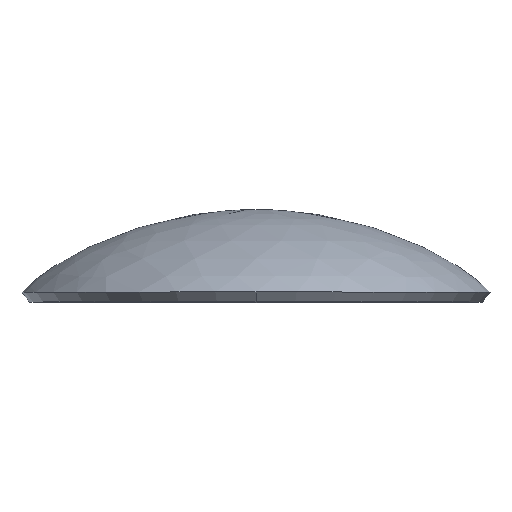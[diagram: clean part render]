
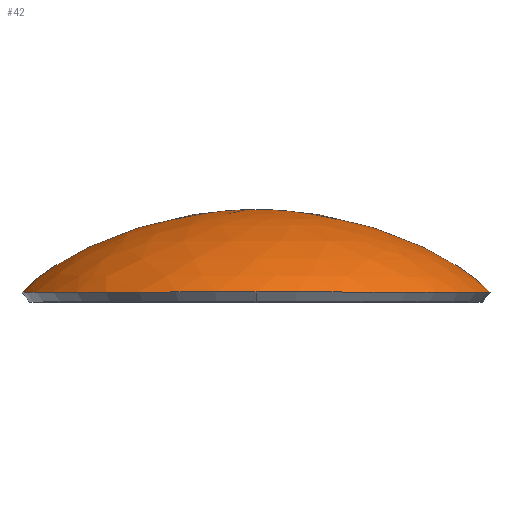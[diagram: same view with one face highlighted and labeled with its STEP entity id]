
A CAD part, top view. The second image highlights one B-rep face of the part: STEP entity #42.
In plain terms, the highlighted free-form (B-spline) face has degree [3, 3] with [4, 4] control points.
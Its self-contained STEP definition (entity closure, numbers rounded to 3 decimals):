
#6 = CARTESIAN_POINT ( 'NONE',  ( -22.718, 4., 0. ) ) ;
#19 =( BOUNDED_SURFACE ( )  B_SPLINE_SURFACE ( 3, 3, ( 
 ( #49, #120, #290, #453 ),
 ( #411, #189, #219, #6 ),
 ( #330, #48, #85, #202 ),
 ( #139, #383, #173, #369 ) ),
 .UNSPECIFIED., .F., .F., .F. ) 
 B_SPLINE_SURFACE_WITH_KNOTS ( ( 4, 4 ),
 ( 4, 4 ),
 ( 0.125, 1. ),
 ( 0., 1. ),
 .UNSPECIFIED. ) 
 GEOMETRIC_REPRESENTATION_ITEM ( )  RATIONAL_B_SPLINE_SURFACE ( (
 ( 1., 0.333, 0.333, 1.),
 ( 1., 0.333, 0.333, 1.),
 ( 1., 0.333, 0.333, 1.),
 ( 1., 0.333, 0.333, 1.) ) ) 
 REPRESENTATION_ITEM ( '' )  SURFACE ( )  );
#21 = CARTESIAN_POINT ( 'NONE',  ( 0., 10., 0. ) ) ;
#41 = VERTEX_POINT ( 'NONE', #158 ) ;
#42 = ADVANCED_FACE ( 'NONE', ( #229 ), #19, .T. ) ;
#48 = CARTESIAN_POINT ( 'NONE',  ( 12.904, 9.952, 25.808 ) ) ;
#49 = CARTESIAN_POINT ( 'NONE',  ( 25.266, 1.051, 0. ) ) ;
#69 = DIRECTION ( 'NONE',  ( 0., 0., -1. ) ) ;
#74 = EDGE_CURVE ( 'NONE', #364, #41, #349, .T. ) ;
#81 = EDGE_CURVE ( 'NONE', #426, #41, #86, .T. ) ;
#85 = CARTESIAN_POINT ( 'NONE',  ( -12.904, 9.952, 25.808 ) ) ;
#86 = B_SPLINE_CURVE_WITH_KNOTS ( 'NONE', 3,
 ( #384, #353, #235, #434 ),
 .UNSPECIFIED., .F., .F.,
 ( 4, 4 ),
 ( 0.125, 1. ),
 .UNSPECIFIED. ) ;
#114 = EDGE_CURVE ( 'NONE', #426, #200, #345, .T. ) ;
#120 = CARTESIAN_POINT ( 'NONE',  ( 25.266, 1.051, 50.531 ) ) ;
#135 = CARTESIAN_POINT ( 'NONE',  ( 25.266, 1.051, 0. ) ) ;
#139 = CARTESIAN_POINT ( 'NONE',  ( 0., 10., 0. ) ) ;
#158 = CARTESIAN_POINT ( 'NONE',  ( 0., 10., 0. ) ) ;
#163 = ORIENTED_EDGE ( 'NONE', *, *, #74, .T. ) ;
#169 = CARTESIAN_POINT ( 'NONE',  ( 12.904, 9.952, 0. ) ) ;
#173 = CARTESIAN_POINT ( 'NONE',  ( 0., 10., 0. ) ) ;
#181 = CIRCLE ( 'NONE', #246, 25.266 ) ;
#183 = CARTESIAN_POINT ( 'NONE',  ( 0., 1.051, 0. ) ) ;
#189 = CARTESIAN_POINT ( 'NONE',  ( 22.718, 4., 45.435 ) ) ;
#192 = CARTESIAN_POINT ( 'NONE',  ( -25.266, 1.051, 0. ) ) ;
#197 = AXIS2_PLACEMENT_3D ( 'NONE', #313, #316, #69 ) ;
#200 = VERTEX_POINT ( 'NONE', #471 ) ;
#202 = CARTESIAN_POINT ( 'NONE',  ( -12.904, 9.952, 0. ) ) ;
#207 = CARTESIAN_POINT ( 'NONE',  ( 25.266, 1.051, 0. ) ) ;
#219 = CARTESIAN_POINT ( 'NONE',  ( -22.718, 4., 45.435 ) ) ;
#229 = FACE_OUTER_BOUND ( 'NONE', #427, .T. ) ;
#235 = CARTESIAN_POINT ( 'NONE',  ( -12.904, 9.952, 0. ) ) ;
#244 = DIRECTION ( 'NONE',  ( 0., 1., 0. ) ) ;
#246 = AXIS2_PLACEMENT_3D ( 'NONE', #183, #244, #475 ) ;
#257 = EDGE_CURVE ( 'NONE', #200, #364, #181, .T. ) ;
#273 = ORIENTED_EDGE ( 'NONE', *, *, #257, .T. ) ;
#290 = CARTESIAN_POINT ( 'NONE',  ( -25.266, 1.051, 50.531 ) ) ;
#313 = CARTESIAN_POINT ( 'NONE',  ( 0., 1.051, 0. ) ) ;
#316 = DIRECTION ( 'NONE',  ( 0., 1., 0. ) ) ;
#330 = CARTESIAN_POINT ( 'NONE',  ( 12.904, 9.952, 0. ) ) ;
#345 = CIRCLE ( 'NONE', #197, 25.266 ) ;
#349 = B_SPLINE_CURVE_WITH_KNOTS ( 'NONE', 3,
 ( #135, #379, #169, #21 ),
 .UNSPECIFIED., .F., .F.,
 ( 4, 4 ),
 ( 0.125, 1. ),
 .UNSPECIFIED. ) ;
#353 = CARTESIAN_POINT ( 'NONE',  ( -22.718, 4., 0. ) ) ;
#364 = VERTEX_POINT ( 'NONE', #207 ) ;
#368 = ORIENTED_EDGE ( 'NONE', *, *, #114, .T. ) ;
#369 = CARTESIAN_POINT ( 'NONE',  ( 0., 10., 0. ) ) ;
#379 = CARTESIAN_POINT ( 'NONE',  ( 22.718, 4., 0. ) ) ;
#383 = CARTESIAN_POINT ( 'NONE',  ( 0., 10., 0. ) ) ;
#384 = CARTESIAN_POINT ( 'NONE',  ( -25.266, 1.051, 0. ) ) ;
#411 = CARTESIAN_POINT ( 'NONE',  ( 22.718, 4., 0. ) ) ;
#426 = VERTEX_POINT ( 'NONE', #192 ) ;
#427 = EDGE_LOOP ( 'NONE', ( #430, #368, #273, #163 ) ) ;
#430 = ORIENTED_EDGE ( 'NONE', *, *, #81, .F. ) ;
#434 = CARTESIAN_POINT ( 'NONE',  ( 0., 10., 0. ) ) ;
#453 = CARTESIAN_POINT ( 'NONE',  ( -25.266, 1.051, 0. ) ) ;
#471 = CARTESIAN_POINT ( 'NONE',  ( 0., 1.051, 25.266 ) ) ;
#475 = DIRECTION ( 'NONE',  ( 0., 0., -1. ) ) ;
